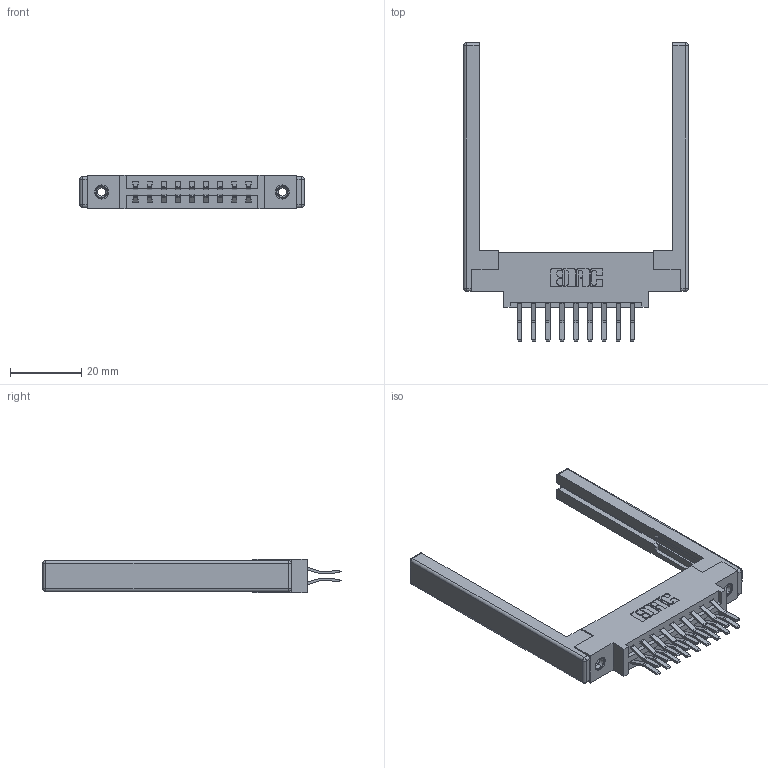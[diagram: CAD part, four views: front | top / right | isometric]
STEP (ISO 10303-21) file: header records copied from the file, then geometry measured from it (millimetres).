
FILE_DESCRIPTION (( 'STEP AP203' ), '1' );
FILE_NAME ('337-018-560-868.STEP', '2019-10-10T19:05:24', ( '' ), ( '' ), 'SwSTEP 2.0', 'SolidWorks 2016', '' );
FILE_SCHEMA (( 'CONFIG_CONTROL_DESIGN' ));
Length unit declared in the file: inch
Products named in the file (5): 345-250-001_345-250-001-102; 345-292-001_560 Tail; 307-220-068; 337-018-560-868; 337 Part_0.170 Offset - 0.156 Dia-TI
Assembly tree (23 placements, depth 2):
  337-018-560-868
    337 Part_0.170 Offset - 0.156 Dia-TI
    345-292-001_560 Tail  x18
    345-250-001_345-250-001-102  x2
    307-220-068  x2
Bounding box: 63.09 x 83.84 x 9.4 mm (x, y, z)
Volume: 10595.3 mm3; surface area: 11184.1 mm2
Topology: 23 solids, 23 shells, 1280 faces, 3719 edges, 2434 vertices
Faces by surface type: plane 846, cylinder 410, cone 12, sphere 8, torus 4
Entity records: 14226 total; most frequent: CARTESIAN_POINT 2391, ORIENTED_EDGE 2316, DIRECTION 2168, EDGE_CURVE 1158, VECTOR 976, LINE 976, VERTEX_POINT 762, AXIS2_PLACEMENT_3D 596
